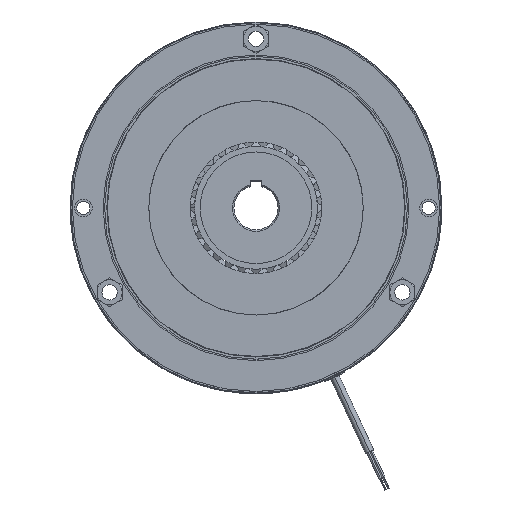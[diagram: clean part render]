
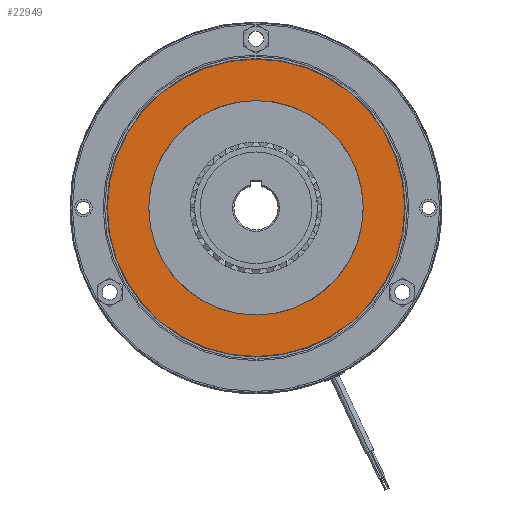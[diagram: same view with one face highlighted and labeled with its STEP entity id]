
A CAD part, top view. The second image highlights one B-rep face of the part: STEP entity #22949.
In plain terms, the highlighted planar face has unit normal (0, 0, 1).
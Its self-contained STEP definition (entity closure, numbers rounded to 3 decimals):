
#470 = DIRECTION ( 'NONE',  ( 0., 0., 1. ) ) ;
#1138 = CIRCLE ( 'NONE', #15762, 101.2 ) ;
#2076 = CARTESIAN_POINT ( 'NONE',  ( 0., 0., 12.5 ) ) ;
#2587 = VERTEX_POINT ( 'NONE', #4324 ) ;
#3079 = DIRECTION ( 'NONE',  ( 0., 0., 1. ) ) ;
#4324 = CARTESIAN_POINT ( 'NONE',  ( -72.999, -0.311, 12.5 ) ) ;
#4633 = CIRCLE ( 'NONE', #14834, 73. ) ;
#5277 = ORIENTED_EDGE ( 'NONE', *, *, #12291, .F. ) ;
#5315 = CARTESIAN_POINT ( 'NONE',  ( 0., 0., 12.5 ) ) ;
#5697 = FACE_OUTER_BOUND ( 'NONE', #14208, .T. ) ;
#5842 = AXIS2_PLACEMENT_3D ( 'NONE', #2076, #29218, #8272 ) ;
#5965 = CIRCLE ( 'NONE', #37877, 101.2 ) ;
#6213 = CARTESIAN_POINT ( 'NONE',  ( 72.999, 0.311, 12.5 ) ) ;
#8272 = DIRECTION ( 'NONE',  ( 1., 0.004, 0. ) ) ;
#8651 = EDGE_CURVE ( 'NONE', #17686, #24158, #1138, .T. ) ;
#11000 = EDGE_LOOP ( 'NONE', ( #5277, #35046 ) ) ;
#11876 = DIRECTION ( 'NONE',  ( 1., 0., 0. ) ) ;
#12067 = CARTESIAN_POINT ( 'NONE',  ( 0., 105.511, 12.5 ) ) ;
#12291 = EDGE_CURVE ( 'NONE', #2587, #13698, #14765, .T. ) ;
#12718 = CARTESIAN_POINT ( 'NONE',  ( 0., 0., 12.5 ) ) ;
#13333 = EDGE_CURVE ( 'NONE', #24158, #17686, #5965, .T. ) ;
#13698 = VERTEX_POINT ( 'NONE', #6213 ) ;
#13842 = CARTESIAN_POINT ( 'NONE',  ( 101.199, 0.431, 12.5 ) ) ;
#14087 = ORIENTED_EDGE ( 'NONE', *, *, #13333, .T. ) ;
#14208 = EDGE_LOOP ( 'NONE', ( #14087, #20491 ) ) ;
#14765 = CIRCLE ( 'NONE', #5842, 73. ) ;
#14834 = AXIS2_PLACEMENT_3D ( 'NONE', #19224, #470, #37016 ) ;
#15762 = AXIS2_PLACEMENT_3D ( 'NONE', #12718, #22655, #22074 ) ;
#17686 = VERTEX_POINT ( 'NONE', #13842 ) ;
#19224 = CARTESIAN_POINT ( 'NONE',  ( 0., 0., 12.5 ) ) ;
#20117 = EDGE_CURVE ( 'NONE', #13698, #2587, #4633, .T. ) ;
#20491 = ORIENTED_EDGE ( 'NONE', *, *, #8651, .T. ) ;
#20653 = FACE_BOUND ( 'NONE', #11000, .T. ) ;
#22074 = DIRECTION ( 'NONE',  ( 1., 0.004, 0. ) ) ;
#22655 = DIRECTION ( 'NONE',  ( 0., 0., 1. ) ) ;
#22949 = ADVANCED_FACE ( 'NONE', ( #20653, #5697 ), #29636, .T. ) ;
#24158 = VERTEX_POINT ( 'NONE', #30977 ) ;
#24451 = DIRECTION ( 'NONE',  ( 1., 0.004, 0. ) ) ;
#26854 = DIRECTION ( 'NONE',  ( 0., 0., 1. ) ) ;
#28203 = AXIS2_PLACEMENT_3D ( 'NONE', #12067, #3079, #11876 ) ;
#29218 = DIRECTION ( 'NONE',  ( 0., 0., 1. ) ) ;
#29636 = PLANE ( 'NONE',  #28203 ) ;
#30977 = CARTESIAN_POINT ( 'NONE',  ( -101.199, -0.431, 12.5 ) ) ;
#35046 = ORIENTED_EDGE ( 'NONE', *, *, #20117, .F. ) ;
#37016 = DIRECTION ( 'NONE',  ( 1., 0.004, 0. ) ) ;
#37877 = AXIS2_PLACEMENT_3D ( 'NONE', #5315, #26854, #24451 ) ;
